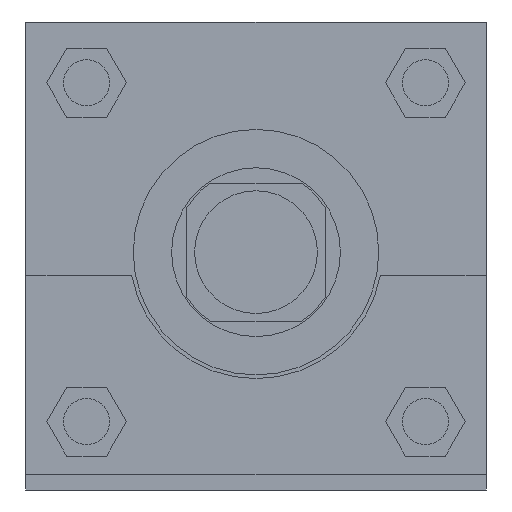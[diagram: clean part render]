
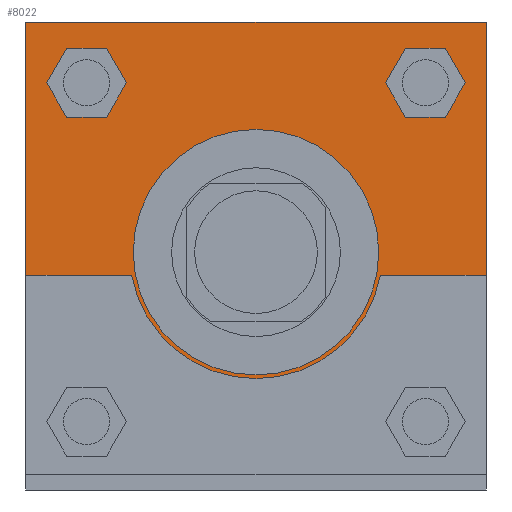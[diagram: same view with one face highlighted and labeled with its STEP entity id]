
A CAD part, front view. The second image highlights one B-rep face of the part: STEP entity #8022.
In plain terms, the highlighted planar face has unit normal (0, -1, 0).
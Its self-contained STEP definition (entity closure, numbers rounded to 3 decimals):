
#424=EDGE_CURVE('',#430,#430,#425,.T.);
#425=CIRCLE('',#426,25.4);
#426=AXIS2_PLACEMENT_3D('',#427,#428,#429);
#427=CARTESIAN_POINT('',(0.,25.4,0.));
#428=DIRECTION('',(0.,1.,0.));
#429=DIRECTION('',(1.,0.,0.));
#430=VERTEX_POINT('',#431);
#431=CARTESIAN_POINT('',(25.4,25.4,0.));
#613=EDGE_CURVE('',#618,#619,#614,.T.);
#614=LINE('',#615,#616);
#615=CARTESIAN_POINT('',(47.625,25.4,-47.625));
#616=VECTOR('',#617,1.);
#617=DIRECTION('',(0.,0.,1.));
#618=VERTEX_POINT('',#620);
#619=VERTEX_POINT('',#621);
#620=CARTESIAN_POINT('',(47.625,25.4,-4.763));
#621=CARTESIAN_POINT('',(47.625,25.4,47.625));
#689=EDGE_CURVE('',#619,#694,#690,.T.);
#690=LINE('',#691,#692);
#691=CARTESIAN_POINT('',(47.625,25.4,47.625));
#692=VECTOR('',#693,1.);
#693=DIRECTION('',(-1.,0.,0.));
#694=VERTEX_POINT('',#695);
#695=CARTESIAN_POINT('',(-47.625,25.4,47.625));
#729=EDGE_CURVE('',#694,#734,#730,.T.);
#730=LINE('',#731,#732);
#731=CARTESIAN_POINT('',(-47.625,25.4,47.625));
#732=VECTOR('',#733,1.);
#733=DIRECTION('',(0.,0.,-1.));
#734=VERTEX_POINT('',#735);
#735=CARTESIAN_POINT('',(-47.625,25.4,-4.763));
#781=FACE_OUTER_BOUND('',#785,.T.);
#782=FACE_BOUND('',#786,.T.);
#783=FACE_BOUND('',#787,.T.);
#784=FACE_BOUND('',#788,.T.);
#785=EDGE_LOOP('',(#789,#790,#791,#792,#793,#794));
#786=EDGE_LOOP('',(#811,#812,#813,#814,#815,#816));
#787=EDGE_LOOP('',(#859,#860,#861,#862,#863,#864));
#788=EDGE_LOOP('',(#907));
#789=ORIENTED_EDGE('',*,*,#795,.F.);
#790=ORIENTED_EDGE('',*,*,#802,.T.);
#791=ORIENTED_EDGE('',*,*,#810,.F.);
#792=ORIENTED_EDGE('',*,*,#613,.T.);
#793=ORIENTED_EDGE('',*,*,#689,.T.);
#794=ORIENTED_EDGE('',*,*,#729,.T.);
#795=EDGE_CURVE('',#800,#734,#796,.T.);
#796=LINE('',#797,#798);
#797=CARTESIAN_POINT('',(47.625,25.4,-4.763));
#798=VECTOR('',#799,1.);
#799=DIRECTION('',(-1.,0.,0.));
#800=VERTEX_POINT('',#801);
#801=CARTESIAN_POINT('',(-25.725,25.4,-4.763));
#802=EDGE_CURVE('',#800,#808,#803,.T.);
#803=CIRCLE('',#804,26.162);
#804=AXIS2_PLACEMENT_3D('',#805,#806,#807);
#805=CARTESIAN_POINT('',(0.,25.4,0.));
#806=DIRECTION('',(0.,-1.,0.));
#807=DIRECTION('',(0.,0.,-1.));
#808=VERTEX_POINT('',#809);
#809=CARTESIAN_POINT('',(25.725,25.4,-4.763));
#810=EDGE_CURVE('',#618,#808,#796,.T.);
#811=ORIENTED_EDGE('',*,*,#817,.F.);
#812=ORIENTED_EDGE('',*,*,#826,.F.);
#813=ORIENTED_EDGE('',*,*,#833,.F.);
#814=ORIENTED_EDGE('',*,*,#840,.F.);
#815=ORIENTED_EDGE('',*,*,#847,.F.);
#816=ORIENTED_EDGE('',*,*,#854,.F.);
#817=EDGE_CURVE('',#822,#823,#818,.T.);
#818=LINE('',#819,#820);
#819=CARTESIAN_POINT('',(39.176,25.4,42.196));
#820=VECTOR('',#821,1.);
#821=DIRECTION('',(-0.5,0.,0.866));
#822=VERTEX_POINT('',#824);
#823=VERTEX_POINT('',#825);
#824=CARTESIAN_POINT('',(43.301,25.4,35.052));
#825=CARTESIAN_POINT('',(39.176,25.4,42.196));
#826=EDGE_CURVE('',#831,#822,#827,.T.);
#827=LINE('',#828,#829);
#828=CARTESIAN_POINT('',(39.176,25.4,27.908));
#829=VECTOR('',#830,1.);
#830=DIRECTION('',(0.5,0.,0.866));
#831=VERTEX_POINT('',#832);
#832=CARTESIAN_POINT('',(39.176,25.4,27.908));
#833=EDGE_CURVE('',#838,#831,#834,.T.);
#834=LINE('',#835,#836);
#835=CARTESIAN_POINT('',(39.176,25.4,27.908));
#836=VECTOR('',#837,1.);
#837=DIRECTION('',(1.,0.,0.));
#838=VERTEX_POINT('',#839);
#839=CARTESIAN_POINT('',(30.928,25.4,27.908));
#840=EDGE_CURVE('',#845,#838,#841,.T.);
#841=LINE('',#842,#843);
#842=CARTESIAN_POINT('',(26.803,25.4,35.052));
#843=VECTOR('',#844,1.);
#844=DIRECTION('',(0.5,0.,-0.866));
#845=VERTEX_POINT('',#846);
#846=CARTESIAN_POINT('',(26.803,25.4,35.052));
#847=EDGE_CURVE('',#852,#845,#848,.T.);
#848=LINE('',#849,#850);
#849=CARTESIAN_POINT('',(26.803,25.4,35.052));
#850=VECTOR('',#851,1.);
#851=DIRECTION('',(-0.5,0.,-0.866));
#852=VERTEX_POINT('',#853);
#853=CARTESIAN_POINT('',(30.928,25.4,42.196));
#854=EDGE_CURVE('',#823,#852,#855,.T.);
#855=LINE('',#856,#857);
#856=CARTESIAN_POINT('',(39.176,25.4,42.196));
#857=VECTOR('',#858,1.);
#858=DIRECTION('',(-1.,0.,0.));
#859=ORIENTED_EDGE('',*,*,#865,.F.);
#860=ORIENTED_EDGE('',*,*,#874,.F.);
#861=ORIENTED_EDGE('',*,*,#881,.F.);
#862=ORIENTED_EDGE('',*,*,#888,.F.);
#863=ORIENTED_EDGE('',*,*,#895,.F.);
#864=ORIENTED_EDGE('',*,*,#902,.F.);
#865=EDGE_CURVE('',#870,#871,#866,.T.);
#866=LINE('',#867,#868);
#867=CARTESIAN_POINT('',(-30.928,25.4,42.196));
#868=VECTOR('',#869,1.);
#869=DIRECTION('',(-0.5,0.,0.866));
#870=VERTEX_POINT('',#872);
#871=VERTEX_POINT('',#873);
#872=CARTESIAN_POINT('',(-26.803,25.4,35.052));
#873=CARTESIAN_POINT('',(-30.928,25.4,42.196));
#874=EDGE_CURVE('',#879,#870,#875,.T.);
#875=LINE('',#876,#877);
#876=CARTESIAN_POINT('',(-30.928,25.4,27.908));
#877=VECTOR('',#878,1.);
#878=DIRECTION('',(0.5,0.,0.866));
#879=VERTEX_POINT('',#880);
#880=CARTESIAN_POINT('',(-30.928,25.4,27.908));
#881=EDGE_CURVE('',#886,#879,#882,.T.);
#882=LINE('',#883,#884);
#883=CARTESIAN_POINT('',(-30.928,25.4,27.908));
#884=VECTOR('',#885,1.);
#885=DIRECTION('',(1.,0.,0.));
#886=VERTEX_POINT('',#887);
#887=CARTESIAN_POINT('',(-39.176,25.4,27.908));
#888=EDGE_CURVE('',#893,#886,#889,.T.);
#889=LINE('',#890,#891);
#890=CARTESIAN_POINT('',(-43.301,25.4,35.052));
#891=VECTOR('',#892,1.);
#892=DIRECTION('',(0.5,0.,-0.866));
#893=VERTEX_POINT('',#894);
#894=CARTESIAN_POINT('',(-43.301,25.4,35.052));
#895=EDGE_CURVE('',#900,#893,#896,.T.);
#896=LINE('',#897,#898);
#897=CARTESIAN_POINT('',(-43.301,25.4,35.052));
#898=VECTOR('',#899,1.);
#899=DIRECTION('',(-0.5,0.,-0.866));
#900=VERTEX_POINT('',#901);
#901=CARTESIAN_POINT('',(-39.176,25.4,42.196));
#902=EDGE_CURVE('',#871,#900,#903,.T.);
#903=LINE('',#904,#905);
#904=CARTESIAN_POINT('',(-30.928,25.4,42.196));
#905=VECTOR('',#906,1.);
#906=DIRECTION('',(-1.,0.,0.));
#907=ORIENTED_EDGE('',*,*,#424,.F.);
#916=PLANE('',#917);
#917=AXIS2_PLACEMENT_3D('',#918,#919,#920);
#918=CARTESIAN_POINT('',(47.625,25.4,-47.625));
#919=DIRECTION('',(0.,-1.,0.));
#920=DIRECTION('',(0.,0.,-1.));
#8022=ADVANCED_FACE('',(#781,#782,#783,#784),#916,.T.);
